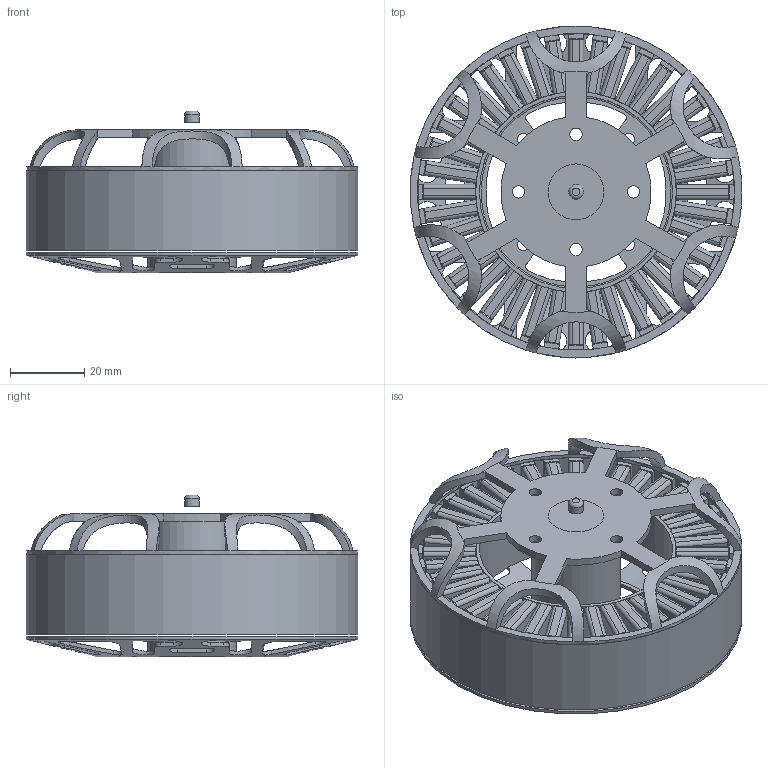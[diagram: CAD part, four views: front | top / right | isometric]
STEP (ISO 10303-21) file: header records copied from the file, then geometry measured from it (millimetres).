
FILE_DESCRIPTION(/* description */ (''),/* implementation_level */ '2;1');
FILE_NAME(/* name */ '100kv motor.stp',/* time_stamp */ '2020-08-05T15:37:45-04:00',/* author */ ('Derm'),/* organization */ (''),/* preprocessor_version */ 'ST-DEVELOPER v18.1',/* originating_system */ 'Autodesk Inventor 2021',/* authorisation */ '');
FILE_SCHEMA (('AUTOMOTIVE_DESIGN { 1 0 10303 214 3 1 1 }'));
Length unit declared in the file: millimetre
Products named in the file (7): 100kv motor; Component11; Component12; cc; magnet; Component15; motor
Assembly tree (6 placements, depth 2):
  100kv motor
    Component11
    Component12
    cc
    magnet
    Component15
    motor
Bounding box: 89.33 x 89.33 x 43.5 mm (x, y, z)
Volume: 72358.6 mm3; surface area: 79484.1 mm2
Topology: 86 solids, 86 shells, 897 faces, 2192 edges, 1447 vertices
Faces by surface type: plane 498, cylinder 384, torus 12, cone 2, bspline 1
Full cylindrical faces by diameter (mm): 3.332 x8, 4 x1, 15 x2, 15.208 x1, 22 x2, 24 x2, 52 x1, 54 x1, 85.331 x2, 87.331 x1, 89.331 x3
Entity records: 29546 total; most frequent: CARTESIAN_POINT 8345, ORIENTED_EDGE 4384, DIRECTION 4166, EDGE_CURVE 2192, AXIS2_PLACEMENT_3D 1489, VERTEX_POINT 1447, LINE 1188, VECTOR 1188
